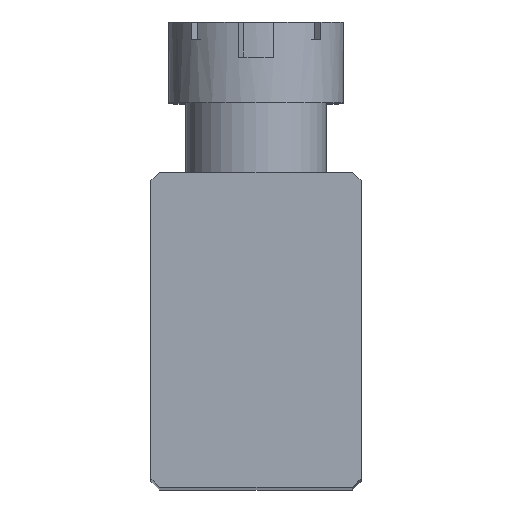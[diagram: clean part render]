
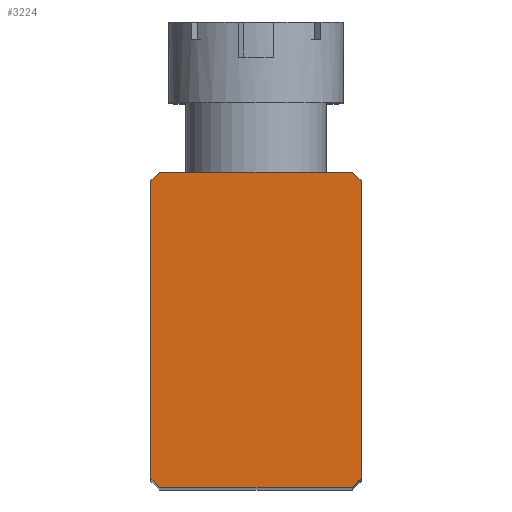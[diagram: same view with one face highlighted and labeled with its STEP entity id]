
A CAD part, top view. The second image highlights one B-rep face of the part: STEP entity #3224.
In plain terms, the highlighted planar face has unit normal (0, 0, 1).
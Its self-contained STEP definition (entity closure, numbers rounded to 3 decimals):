
#17 = VECTOR ( 'NONE', #2521, 1000. ) ;
#150 = VECTOR ( 'NONE', #3406, 1000. ) ;
#157 = LINE ( 'NONE', #1114, #150 ) ;
#229 = FACE_OUTER_BOUND ( 'NONE', #1059, .T. ) ;
#256 = CARTESIAN_POINT ( 'NONE',  ( -2.75, 4.5, 21. ) ) ;
#341 = VERTEX_POINT ( 'NONE', #2839 ) ;
#380 = ORIENTED_EDGE ( 'NONE', *, *, #1268, .T. ) ;
#411 = VERTEX_POINT ( 'NONE', #2545 ) ;
#465 = VERTEX_POINT ( 'NONE', #1373 ) ;
#514 = PLANE ( 'NONE',  #2402 ) ;
#665 = VECTOR ( 'NONE', #3048, 1000. ) ;
#675 = LINE ( 'NONE', #3033, #17 ) ;
#744 = LINE ( 'NONE', #3511, #665 ) ;
#752 = CARTESIAN_POINT ( 'NONE',  ( -3., -4.25, 21. ) ) ;
#790 = DIRECTION ( 'NONE',  ( 0.707, -0.707, 0. ) ) ;
#792 = CARTESIAN_POINT ( 'NONE',  ( 2.75, 4.5, 21. ) ) ;
#796 = DIRECTION ( 'NONE',  ( 1., 0., 0. ) ) ;
#908 = ORIENTED_EDGE ( 'NONE', *, *, #1452, .T. ) ;
#1059 = EDGE_LOOP ( 'NONE', ( #3286, #3331, #3499, #3586, #1291, #1847, #380, #908 ) ) ;
#1114 = CARTESIAN_POINT ( 'NONE',  ( 3., 4.5, 21. ) ) ;
#1268 = EDGE_CURVE ( 'NONE', #2629, #2447, #744, .T. ) ;
#1281 = CARTESIAN_POINT ( 'NONE',  ( -3., 4.25, 21. ) ) ;
#1291 = ORIENTED_EDGE ( 'NONE', *, *, #1340, .T. ) ;
#1335 = DIRECTION ( 'NONE',  ( 0.707, 0.707, 0. ) ) ;
#1340 = EDGE_CURVE ( 'NONE', #1484, #465, #157, .T. ) ;
#1362 = EDGE_CURVE ( 'NONE', #2001, #3139, #1782, .T. ) ;
#1367 = EDGE_CURVE ( 'NONE', #341, #411, #2809, .T. ) ;
#1373 = CARTESIAN_POINT ( 'NONE',  ( 3., 4.25, 21. ) ) ;
#1421 = EDGE_CURVE ( 'NONE', #465, #2629, #675, .T. ) ;
#1426 = EDGE_CURVE ( 'NONE', #411, #1484, #3065, .T. ) ;
#1430 = EDGE_CURVE ( 'NONE', #3139, #341, #3147, .T. ) ;
#1452 = EDGE_CURVE ( 'NONE', #2447, #2001, #2458, .T. ) ;
#1484 = VERTEX_POINT ( 'NONE', #3466 ) ;
#1691 = VECTOR ( 'NONE', #2855, 1000. ) ;
#1709 = VECTOR ( 'NONE', #1821, 1000. ) ;
#1782 = LINE ( 'NONE', #3363, #1691 ) ;
#1821 = DIRECTION ( 'NONE',  ( -0.707, -0.707, 0. ) ) ;
#1847 = ORIENTED_EDGE ( 'NONE', *, *, #1421, .T. ) ;
#1896 = CARTESIAN_POINT ( 'NONE',  ( -3., -4.5, 21. ) ) ;
#2001 = VERTEX_POINT ( 'NONE', #1281 ) ;
#2180 = CARTESIAN_POINT ( 'NONE',  ( -7.375, -0.125, 21. ) ) ;
#2402 = AXIS2_PLACEMENT_3D ( 'NONE', #1896, #3505, #796 ) ;
#2447 = VERTEX_POINT ( 'NONE', #256 ) ;
#2458 = LINE ( 'NONE', #2180, #1709 ) ;
#2521 = DIRECTION ( 'NONE',  ( -0.707, 0.707, 0. ) ) ;
#2545 = CARTESIAN_POINT ( 'NONE',  ( 2.75, -4.5, 21. ) ) ;
#2620 = DIRECTION ( 'NONE',  ( 1., 0., 0. ) ) ;
#2629 = VERTEX_POINT ( 'NONE', #792 ) ;
#2809 = LINE ( 'NONE', #3103, #2861 ) ;
#2839 = CARTESIAN_POINT ( 'NONE',  ( -2.75, -4.5, 21. ) ) ;
#2855 = DIRECTION ( 'NONE',  ( 0., -1., 0. ) ) ;
#2861 = VECTOR ( 'NONE', #2620, 1000. ) ;
#2920 = VECTOR ( 'NONE', #790, 1000. ) ;
#2986 = VECTOR ( 'NONE', #1335, 1000. ) ;
#3033 = CARTESIAN_POINT ( 'NONE',  ( 4.375, 2.875, 21. ) ) ;
#3048 = DIRECTION ( 'NONE',  ( -1., 0., 0. ) ) ;
#3065 = LINE ( 'NONE', #3566, #2986 ) ;
#3103 = CARTESIAN_POINT ( 'NONE',  ( -3., -4.5, 21. ) ) ;
#3139 = VERTEX_POINT ( 'NONE', #752 ) ;
#3147 = LINE ( 'NONE', #3263, #2920 ) ;
#3224 = ADVANCED_FACE ( 'NONE', ( #229 ), #514, .T. ) ;
#3263 = CARTESIAN_POINT ( 'NONE',  ( -2.875, -4.375, 21. ) ) ;
#3286 = ORIENTED_EDGE ( 'NONE', *, *, #1362, .T. ) ;
#3331 = ORIENTED_EDGE ( 'NONE', *, *, #1430, .T. ) ;
#3363 = CARTESIAN_POINT ( 'NONE',  ( -3., 4.5, 21. ) ) ;
#3406 = DIRECTION ( 'NONE',  ( 0., 1., 0. ) ) ;
#3466 = CARTESIAN_POINT ( 'NONE',  ( 3., -4.25, 21. ) ) ;
#3499 = ORIENTED_EDGE ( 'NONE', *, *, #1367, .T. ) ;
#3505 = DIRECTION ( 'NONE',  ( 0., 0., 1. ) ) ;
#3511 = CARTESIAN_POINT ( 'NONE',  ( -3., 4.5, 21. ) ) ;
#3566 = CARTESIAN_POINT ( 'NONE',  ( -0.125, -7.375, 21. ) ) ;
#3586 = ORIENTED_EDGE ( 'NONE', *, *, #1426, .T. ) ;
